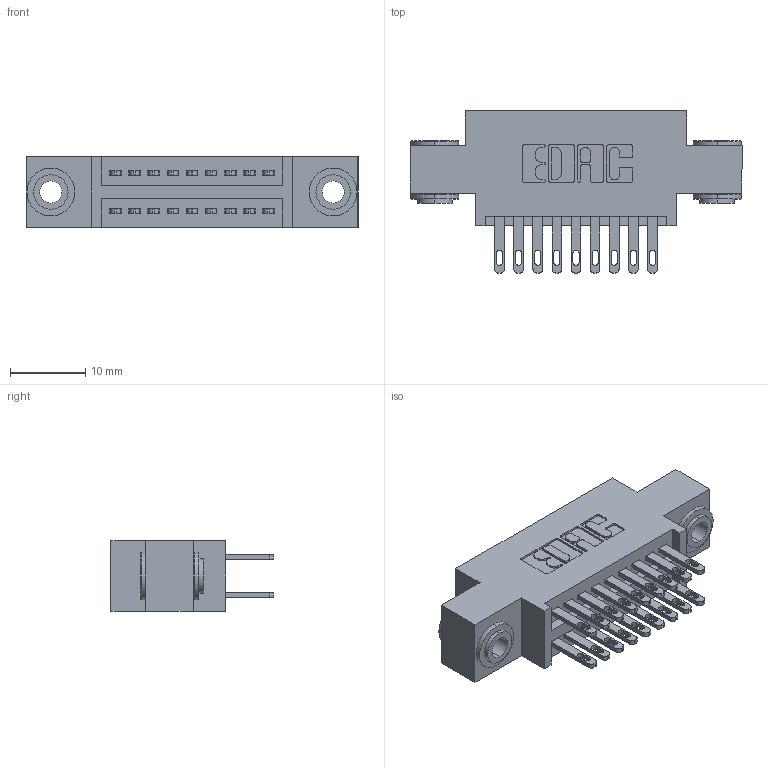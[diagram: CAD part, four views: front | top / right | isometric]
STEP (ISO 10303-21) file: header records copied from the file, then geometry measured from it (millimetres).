
FILE_DESCRIPTION (( 'STEP AP203' ), '1' );
FILE_NAME ('345-018-500-803.STEP', '2019-10-27T05:25:42', ( '' ), ( '' ), 'SwSTEP 2.0', 'SolidWorks 2016', '' );
FILE_SCHEMA (( 'CONFIG_CONTROL_DESIGN' ));
Length unit declared in the file: inch
Products named in the file (4): 345-292-001_345-293-100; 345 Part_0.170 Offset - 0.156 Dia-TH; 345-250-002_345-250-002-102; 345-018-500-803
Assembly tree (21 placements, depth 2):
  345-018-500-803
    345 Part_0.170 Offset - 0.156 Dia-TH
    345-292-001_345-293-100  x18
    345-250-002_345-250-002-102  x2
Bounding box: 44.07 x 21.51 x 9.4 mm (x, y, z)
Volume: 3935.6 mm3; surface area: 5710.3 mm2
Topology: 21 solids, 21 shells, 996 faces, 2967 edges, 1974 vertices
Faces by surface type: plane 580, cylinder 408, cone 8
Entity records: 12216 total; most frequent: CARTESIAN_POINT 2055, ORIENTED_EDGE 1982, DIRECTION 1885, EDGE_CURVE 991, LINE 795, VECTOR 795, VERTEX_POINT 658, AXIS2_PLACEMENT_3D 545
